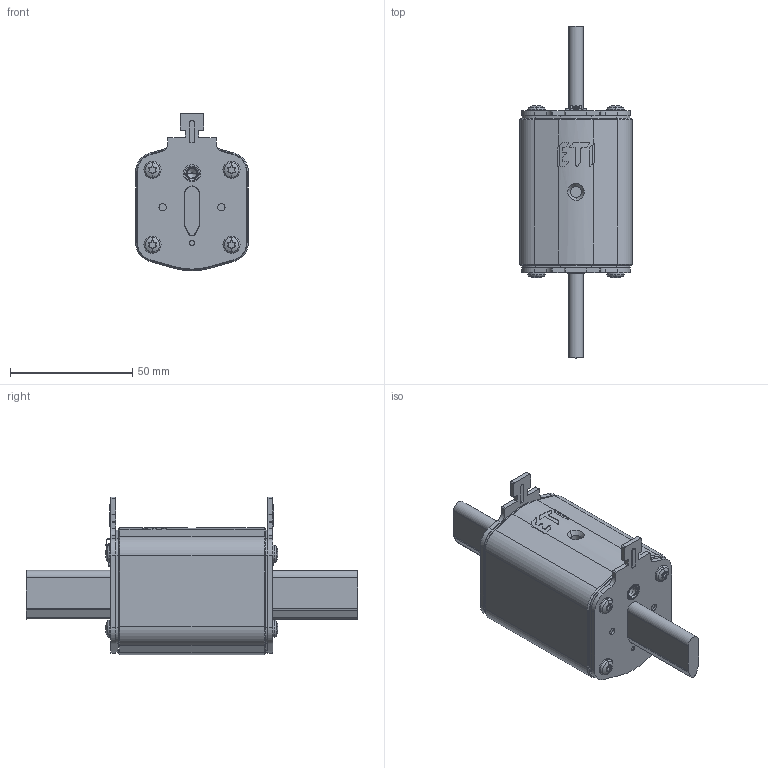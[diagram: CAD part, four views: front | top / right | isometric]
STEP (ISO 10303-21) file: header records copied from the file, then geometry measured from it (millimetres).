
FILE_DESCRIPTION((''),'2;1');
FILE_NAME('0000047446_ASM','2021-08-09T',('said.beganovic'),('Audax d.o.o.'),'CREO PARAMETRIC BY PTC INC, 2017020','CREO PARAMETRIC BY PTC INC, 2017020','');
FILE_SCHEMA(('AUTOMOTIVE_DESIGN { 1 0 10303 214 1 1 1 1 }'));
Length unit declared in the file: millimetre
Products named in the file (14): 0000029406; 0000029228; 0000029232; 0000029227_ASM; 0000030202; 0000029240; 0000029242_ASM; 0000023339; 0000041622; 0000023319; 0000031301; 0000002790; 0000002596_AF0; 0000047446_ASM
Assembly tree (21 placements, depth 3):
  0000047446_ASM
    0000029406
    0000029227_ASM
      0000029228
      0000029232
    0000030202
    0000029242_ASM
      0000029240
      0000029232
    0000023339
    0000041622
    0000023319
    0000031301  x8
    0000002790
    0000002596_AF0
Bounding box: 46 x 135.6 x 64.48 mm (x, y, z)
Volume: 152370.9 mm3; surface area: 44614.7 mm2
Topology: 20 solids, 36 shells, 1000 faces, 2692 edges, 1763 vertices
Faces by surface type: cylinder 500, plane 364, torus 40, extrusion 33, cone 29, bspline 18, sphere 16
Entity records: 44466 total; most frequent: CARTESIAN_POINT 8540, DIRECTION 4446, ORIENTED_EDGE 4218, PRESENTATION_STYLE_ASSIGNMENT 2961, STYLED_ITEM 2905, CURVE_STYLE 2161, EDGE_CURVE 2128, AXIS2_PLACEMENT_3D 1612
